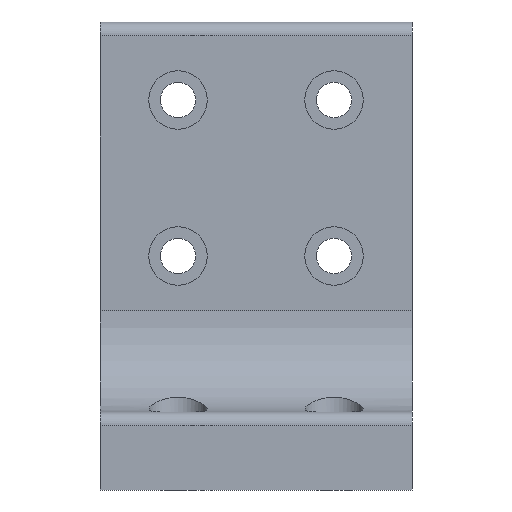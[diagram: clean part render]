
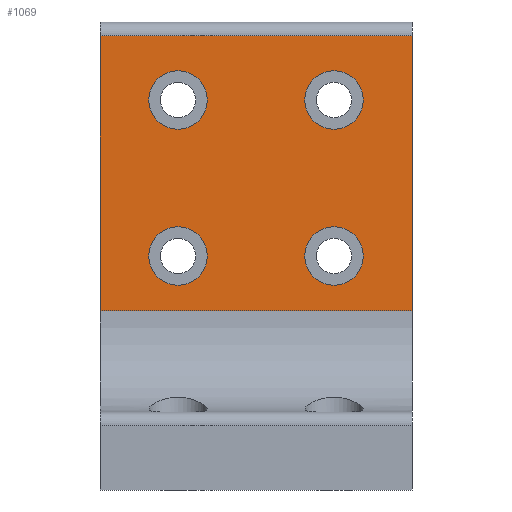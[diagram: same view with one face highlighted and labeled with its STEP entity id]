
A CAD part, front view. The second image highlights one B-rep face of the part: STEP entity #1069.
In plain terms, the highlighted planar face has unit normal (0, -1, 0).
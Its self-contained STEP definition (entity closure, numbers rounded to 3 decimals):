
#172=CARTESIAN_POINT('',(27.5,-20.0,100.0));
#173=VERTEX_POINT('',#172);
#182=CARTESIAN_POINT('',(12.5,-20.0,100.0));
#183=VERTEX_POINT('',#182);
#184=CARTESIAN_POINT('',(20.0,-20.0,100.0));
#185=DIRECTION('',(0.0,1.0,0.0));
#186=DIRECTION('',(1.0,0.0,0.0));
#187=AXIS2_PLACEMENT_3D('',#184,#185,#186);
#188=CIRCLE('',#187,7.5);
#189=EDGE_CURVE('',#183,#173,#188,.T.);
#256=CARTESIAN_POINT('',(67.5,-20.0,100.0));
#257=VERTEX_POINT('',#256);
#266=CARTESIAN_POINT('',(52.5,-20.0,100.0));
#267=VERTEX_POINT('',#266);
#268=CARTESIAN_POINT('',(60.0,-20.0,100.0));
#269=DIRECTION('',(0.0,1.0,0.0));
#270=DIRECTION('',(1.0,0.0,0.0));
#271=AXIS2_PLACEMENT_3D('',#268,#269,#270);
#272=CIRCLE('',#271,7.5);
#273=EDGE_CURVE('',#267,#257,#272,.T.);
#570=CARTESIAN_POINT('',(27.5,-20.0,60.0));
#571=VERTEX_POINT('',#570);
#580=CARTESIAN_POINT('',(12.5,-20.0,60.0));
#581=VERTEX_POINT('',#580);
#582=CARTESIAN_POINT('',(20.0,-20.0,60.0));
#583=DIRECTION('',(0.0,1.0,0.0));
#584=DIRECTION('',(1.0,0.0,0.0));
#585=AXIS2_PLACEMENT_3D('',#582,#583,#584);
#586=CIRCLE('',#585,7.5);
#587=EDGE_CURVE('',#581,#571,#586,.T.);
#654=CARTESIAN_POINT('',(67.5,-20.0,60.0));
#655=VERTEX_POINT('',#654);
#664=CARTESIAN_POINT('',(52.5,-20.0,60.0));
#665=VERTEX_POINT('',#664);
#666=CARTESIAN_POINT('',(60.0,-20.0,60.0));
#667=DIRECTION('',(0.0,1.0,0.0));
#668=DIRECTION('',(1.0,0.0,0.0));
#669=AXIS2_PLACEMENT_3D('',#666,#667,#668);
#670=CIRCLE('',#669,7.5);
#671=EDGE_CURVE('',#665,#655,#670,.T.);
#735=CARTESIAN_POINT('',(80.0,-20.0,46.0));
#736=VERTEX_POINT('',#735);
#744=CARTESIAN_POINT('',(0.0,-20.0,46.0));
#745=VERTEX_POINT('',#744);
#746=CARTESIAN_POINT('',(80.0,-20.0,46.0));
#747=DIRECTION('',(-1.0,0.0,0.0));
#748=VECTOR('',#747,80.0);
#749=LINE('',#746,#748);
#750=EDGE_CURVE('',#736,#745,#749,.T.);
#961=CARTESIAN_POINT('',(80.0,-20.0,116.5));
#962=VERTEX_POINT('',#961);
#970=CARTESIAN_POINT('',(80.0,-20.0,46.0));
#971=DIRECTION('',(0.0,0.0,1.0));
#972=VECTOR('',#971,70.5);
#973=LINE('',#970,#972);
#974=EDGE_CURVE('',#736,#962,#973,.T.);
#995=CARTESIAN_POINT('',(0.0,-20.0,116.5));
#996=VERTEX_POINT('',#995);
#1004=CARTESIAN_POINT('',(0.0,-20.0,116.5));
#1005=DIRECTION('',(1.0,0.0,0.0));
#1006=VECTOR('',#1005,80.0);
#1007=LINE('',#1004,#1006);
#1008=EDGE_CURVE('',#996,#962,#1007,.T.);
#1013=CARTESIAN_POINT('',(0.0,-20.0,20.0));
#1014=DIRECTION('',(0.0,-1.0,0.0));
#1015=DIRECTION('',(1.0,0.0,0.0));
#1016=AXIS2_PLACEMENT_3D('',#1013,#1014,#1015);
#1017=PLANE('',#1016);
#1018=ORIENTED_EDGE('',*,*,#750,.F.);
#1019=ORIENTED_EDGE('',*,*,#974,.T.);
#1020=ORIENTED_EDGE('',*,*,#1008,.F.);
#1021=CARTESIAN_POINT('',(0.0,-20.0,116.5));
#1022=DIRECTION('',(0.0,0.0,-1.0));
#1023=VECTOR('',#1022,70.5);
#1024=LINE('',#1021,#1023);
#1025=EDGE_CURVE('',#996,#745,#1024,.T.);
#1026=ORIENTED_EDGE('',*,*,#1025,.T.);
#1027=EDGE_LOOP('',(#1018,#1019,#1020,#1026));
#1028=FACE_OUTER_BOUND('',#1027,.T.);
#1029=CARTESIAN_POINT('',(20.0,-20.0,100.0));
#1030=DIRECTION('',(0.0,1.0,0.0));
#1031=DIRECTION('',(1.0,0.0,0.0));
#1032=AXIS2_PLACEMENT_3D('',#1029,#1030,#1031);
#1033=CIRCLE('',#1032,7.5);
#1034=EDGE_CURVE('',#173,#183,#1033,.T.);
#1035=ORIENTED_EDGE('',*,*,#1034,.T.);
#1036=ORIENTED_EDGE('',*,*,#189,.T.);
#1037=EDGE_LOOP('',(#1035,#1036));
#1038=FACE_BOUND('',#1037,.T.);
#1039=CARTESIAN_POINT('',(60.0,-20.0,100.0));
#1040=DIRECTION('',(0.0,1.0,0.0));
#1041=DIRECTION('',(1.0,0.0,0.0));
#1042=AXIS2_PLACEMENT_3D('',#1039,#1040,#1041);
#1043=CIRCLE('',#1042,7.5);
#1044=EDGE_CURVE('',#257,#267,#1043,.T.);
#1045=ORIENTED_EDGE('',*,*,#1044,.T.);
#1046=ORIENTED_EDGE('',*,*,#273,.T.);
#1047=EDGE_LOOP('',(#1045,#1046));
#1048=FACE_BOUND('',#1047,.T.);
#1049=CARTESIAN_POINT('',(20.0,-20.0,60.0));
#1050=DIRECTION('',(0.0,1.0,0.0));
#1051=DIRECTION('',(1.0,0.0,0.0));
#1052=AXIS2_PLACEMENT_3D('',#1049,#1050,#1051);
#1053=CIRCLE('',#1052,7.5);
#1054=EDGE_CURVE('',#571,#581,#1053,.T.);
#1055=ORIENTED_EDGE('',*,*,#1054,.T.);
#1056=ORIENTED_EDGE('',*,*,#587,.T.);
#1057=EDGE_LOOP('',(#1055,#1056));
#1058=FACE_BOUND('',#1057,.T.);
#1059=CARTESIAN_POINT('',(60.0,-20.0,60.0));
#1060=DIRECTION('',(0.0,1.0,0.0));
#1061=DIRECTION('',(1.0,0.0,0.0));
#1062=AXIS2_PLACEMENT_3D('',#1059,#1060,#1061);
#1063=CIRCLE('',#1062,7.5);
#1064=EDGE_CURVE('',#655,#665,#1063,.T.);
#1065=ORIENTED_EDGE('',*,*,#1064,.T.);
#1066=ORIENTED_EDGE('',*,*,#671,.T.);
#1067=EDGE_LOOP('',(#1065,#1066));
#1068=FACE_BOUND('',#1067,.T.);
#1069=ADVANCED_FACE('',(#1028,#1038,#1048,#1058,#1068),#1017,.T.);
